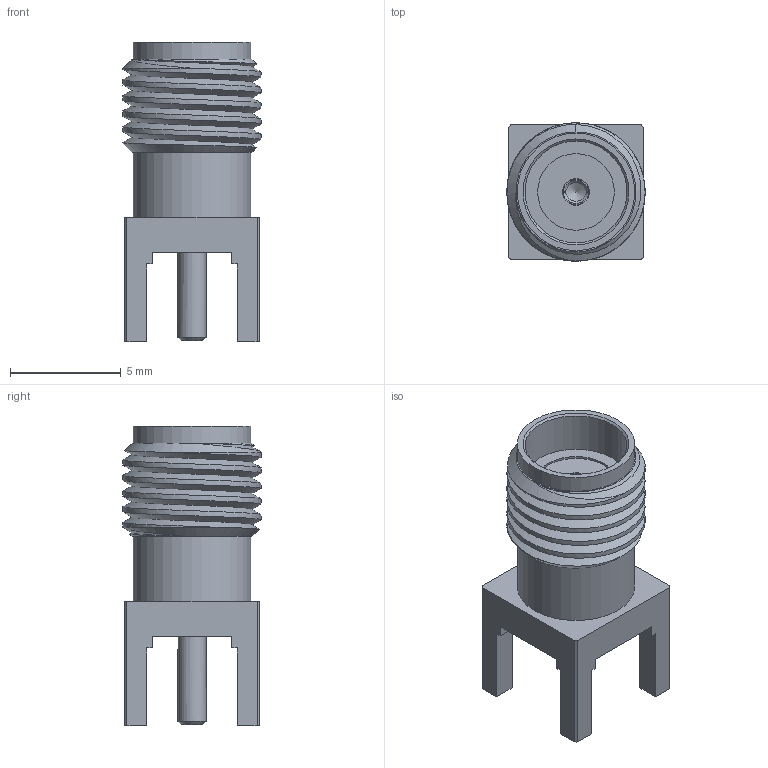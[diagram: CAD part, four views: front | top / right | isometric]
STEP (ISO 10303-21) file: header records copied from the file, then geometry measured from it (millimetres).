
FILE_DESCRIPTION(('STEP AP214'), '1');
FILE_NAME('73391-0070', '2020-01-30T08:16:48', ('UNSPECIFIED'), ('UNSPECIFIED'), 'ASCON STEP Converter 1.3', 'ASCON Math Kernel', '');
FILE_SCHEMA(('AUTOMOTIVE_DESIGN { 1 0 10303 214 3 1 1}'));
Length unit declared in the file: millimetre
Products named in the file (3): 73391-0070_1
Assembly tree (2 placements, depth 2):
  (unnamed)
    73391-0070_1
    73391-0070_1
Bounding box: 6.24 x 6.24 x 13.5 mm (x, y, z)
Volume: 240 mm3; surface area: 431.9 mm2
Topology: 1 solids, 1 shells, 76 faces, 205 edges, 148 vertices
Faces by surface type: plane 45, cylinder 17, cone 12, bspline 2
Full cylindrical faces by diameter (mm): 0.965 x1, 1.2 x1, 1.27 x1, 3.46 x1, 4.16 x1, 4.6 x1, 5.3 x2
Entity records: 8649 total; most frequent: CARTESIAN_POINT 6027, DIRECTION 366, ORIENTED_EDGE 362, EDGE_CURVE 181, AXIS2_PLACEMENT_3D 132, VERTEX_POINT 127, LINE 102, VECTOR 102
